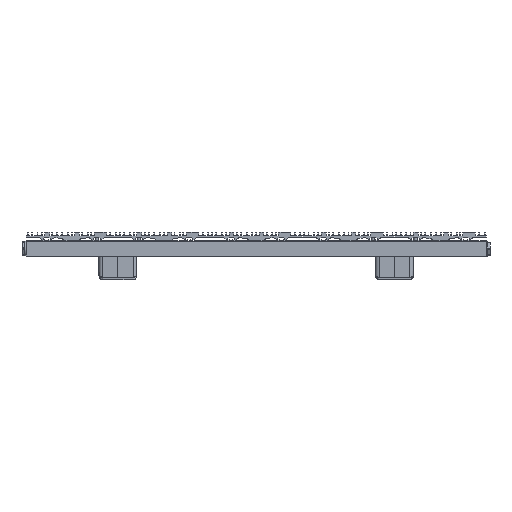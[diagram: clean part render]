
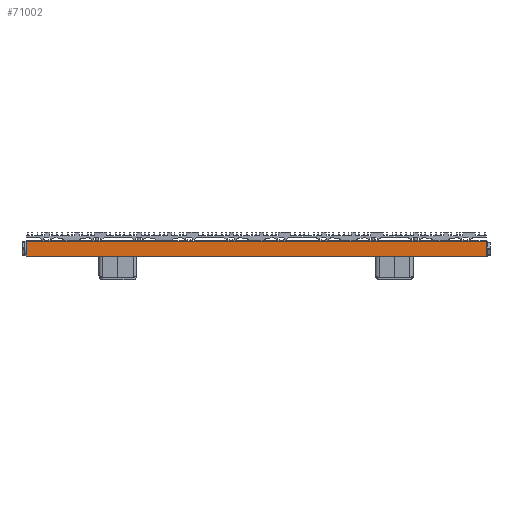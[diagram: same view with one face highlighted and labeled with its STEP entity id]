
A CAD part, front view. The second image highlights one B-rep face of the part: STEP entity #71002.
In plain terms, the highlighted planar face has unit normal (0, -1, 0).
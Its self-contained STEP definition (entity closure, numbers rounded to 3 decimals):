
#10594=DIRECTION('',(0.,0.,-1.));
#10595=VECTOR('',#10594,24.);
#10596=CARTESIAN_POINT('',(-754.,-826.,-1.));
#10597=LINE('',#10596,#10595);
#10646=DIRECTION('',(0.,0.,-1.));
#10647=VECTOR('',#10646,24.);
#10648=CARTESIAN_POINT('',(0.,-826.,-1.));
#10649=LINE('',#10648,#10647);
#10653=DIRECTION('',(-1.,0.,0.));
#10654=VECTOR('',#10653,754.);
#10655=CARTESIAN_POINT('',(0.,-826.,-25.));
#10656=LINE('',#10655,#10654);
#10660=DIRECTION('',(-1.,0.,0.));
#10661=VECTOR('',#10660,754.);
#10662=CARTESIAN_POINT('',(0.,-826.,-1.));
#10663=LINE('',#10662,#10661);
#58659=CARTESIAN_POINT('',(-754.,-826.,-1.));
#58661=VERTEX_POINT('',#58659);
#58668=CARTESIAN_POINT('',(-754.,-826.,-25.));
#58670=VERTEX_POINT('',#58668);
#58687=CARTESIAN_POINT('',(0.,-826.,-1.));
#58688=CARTESIAN_POINT('',(0.,-826.,-25.));
#58689=VERTEX_POINT('',#58687);
#58690=VERTEX_POINT('',#58688);
#70989=CARTESIAN_POINT('',(5246.,-826.,0.));
#70990=DIRECTION('',(0.,-1.,0.));
#70991=DIRECTION('',(0.,0.,-1.));
#70992=AXIS2_PLACEMENT_3D('',#70989,#70990,#70991);
#70993=PLANE('',#70992);
#70995=ORIENTED_EDGE('',*,*,#70994,.T.);
#70997=ORIENTED_EDGE('',*,*,#70996,.T.);
#70998=ORIENTED_EDGE('',*,*,#70969,.F.);
#70999=ORIENTED_EDGE('',*,*,#70877,.F.);
#71000=EDGE_LOOP('',(#70995,#70997,#70998,#70999));
#71001=FACE_OUTER_BOUND('',#71000,.F.);
#70877=EDGE_CURVE('',#58689,#58661,#10663,.T.);
#70969=EDGE_CURVE('',#58661,#58670,#10597,.T.);
#70994=EDGE_CURVE('',#58689,#58690,#10649,.T.);
#70996=EDGE_CURVE('',#58690,#58670,#10656,.T.);
#71002=ADVANCED_FACE('',(#71001),#70993,.T.);
